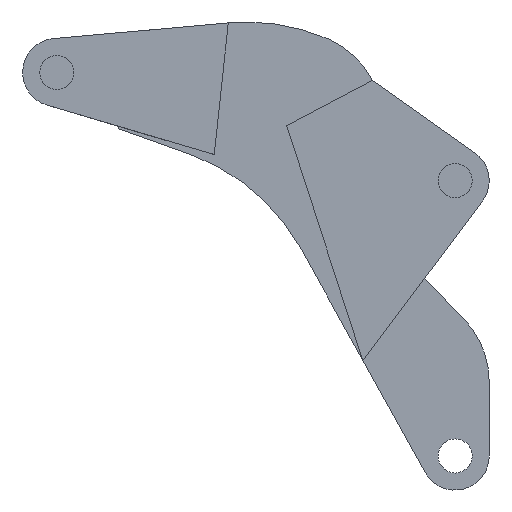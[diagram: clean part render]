
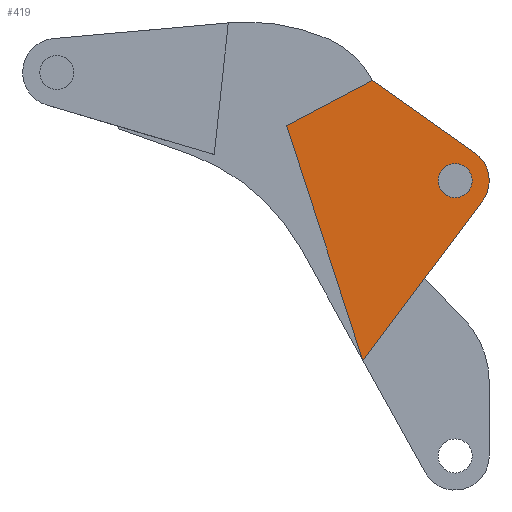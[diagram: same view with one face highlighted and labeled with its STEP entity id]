
A CAD part, left-side view. The second image highlights one B-rep face of the part: STEP entity #419.
In plain terms, the highlighted planar face has unit normal (-1, 0, 0).
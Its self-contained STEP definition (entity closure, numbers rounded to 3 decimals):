
#36 = EDGE_LOOP ( 'NONE', ( #1361, #498 ) ) ;
#41 = DIRECTION ( 'NONE',  ( 1., 0., 0. ) ) ;
#54 = VECTOR ( 'NONE', #874, 1000. ) ;
#149 = LINE ( 'NONE', #301, #1275 ) ;
#173 = EDGE_CURVE ( 'NONE', #190, #695, #1140, .T. ) ;
#187 = VERTEX_POINT ( 'NONE', #797 ) ;
#190 = VERTEX_POINT ( 'NONE', #1621 ) ;
#207 = AXIS2_PLACEMENT_3D ( 'NONE', #735, #41, #1368 ) ;
#231 = DIRECTION ( 'NONE',  ( 0., 0.601, -0.799 ) ) ;
#301 = CARTESIAN_POINT ( 'NONE',  ( -45., 987.471, 135.13 ) ) ;
#306 = AXIS2_PLACEMENT_3D ( 'NONE', #1701, #540, #821 ) ;
#329 = CARTESIAN_POINT ( 'NONE',  ( -45., 915., 47. ) ) ;
#339 = VERTEX_POINT ( 'NONE', #1829 ) ;
#377 = DIRECTION ( 'NONE',  ( -1., 0., 0. ) ) ;
#395 = CARTESIAN_POINT ( 'NONE',  ( -45., 897.654, 71.477 ) ) ;
#419 = ADVANCED_FACE ( 'NONE', ( #643, #1124 ), #1549, .T. ) ;
#459 = EDGE_CURVE ( 'NONE', #1465, #190, #1123, .T. ) ;
#470 = CARTESIAN_POINT ( 'NONE',  ( -45., 987.471, 135.13 ) ) ;
#498 = ORIENTED_EDGE ( 'NONE', *, *, #1375, .T. ) ;
#540 = DIRECTION ( 'NONE',  ( 1., 0., 0. ) ) ;
#566 = CIRCLE ( 'NONE', #1781, 15. ) ;
#595 = EDGE_CURVE ( 'NONE', #187, #339, #149, .T. ) ;
#643 = FACE_BOUND ( 'NONE', #36, .T. ) ;
#646 = ORIENTED_EDGE ( 'NONE', *, *, #459, .F. ) ;
#690 = VECTOR ( 'NONE', #231, 1000. ) ;
#695 = VERTEX_POINT ( 'NONE', #1374 ) ;
#701 = EDGE_CURVE ( 'NONE', #707, #967, #566, .T. ) ;
#705 = DIRECTION ( 'NONE',  ( 0., 0., -1. ) ) ;
#707 = VERTEX_POINT ( 'NONE', #901 ) ;
#725 = DIRECTION ( 'NONE',  ( 0., -0.884, 0.467 ) ) ;
#735 = CARTESIAN_POINT ( 'NONE',  ( -45., 915., 47. ) ) ;
#797 = CARTESIAN_POINT ( 'NONE',  ( -45., 1063.05, 95.165 ) ) ;
#818 = CARTESIAN_POINT ( 'NONE',  ( -45., 1063.05, 95.165 ) ) ;
#821 = DIRECTION ( 'NONE',  ( 0., 0., -1. ) ) ;
#840 = CARTESIAN_POINT ( 'NONE',  ( -45., 915., 32. ) ) ;
#874 = DIRECTION ( 'NONE',  ( 0., 0.309, 0.951 ) ) ;
#901 = CARTESIAN_POINT ( 'NONE',  ( -45., 915., 62. ) ) ;
#967 = VERTEX_POINT ( 'NONE', #840 ) ;
#991 = LINE ( 'NONE', #818, #54 ) ;
#1112 = ORIENTED_EDGE ( 'NONE', *, *, #1656, .F. ) ;
#1123 = CIRCLE ( 'NONE', #306, 30. ) ;
#1124 = FACE_OUTER_BOUND ( 'NONE', #1548, .T. ) ;
#1140 = LINE ( 'NONE', #1493, #690 ) ;
#1275 = VECTOR ( 'NONE', #725, 1000. ) ;
#1279 = CARTESIAN_POINT ( 'NONE',  ( -45., 915., 47. ) ) ;
#1361 = ORIENTED_EDGE ( 'NONE', *, *, #701, .T. ) ;
#1368 = DIRECTION ( 'NONE',  ( 0., 0., 1. ) ) ;
#1374 = CARTESIAN_POINT ( 'NONE',  ( -45., 996.11, -110.846 ) ) ;
#1375 = EDGE_CURVE ( 'NONE', #967, #707, #1685, .T. ) ;
#1456 = ORIENTED_EDGE ( 'NONE', *, *, #1527, .F. ) ;
#1465 = VERTEX_POINT ( 'NONE', #395 ) ;
#1482 = DIRECTION ( 'NONE',  ( 0., 0., 1. ) ) ;
#1493 = CARTESIAN_POINT ( 'NONE',  ( -45., 891.019, 28.975 ) ) ;
#1500 = DIRECTION ( 'NONE',  ( 1., 0., 0. ) ) ;
#1527 = EDGE_CURVE ( 'NONE', #339, #1465, #1773, .T. ) ;
#1548 = EDGE_LOOP ( 'NONE', ( #1881, #1112, #1614, #646, #1456 ) ) ;
#1549 = PLANE ( 'NONE',  #1793 ) ;
#1593 = VECTOR ( 'NONE', #1642, 1000. ) ;
#1614 = ORIENTED_EDGE ( 'NONE', *, *, #173, .F. ) ;
#1621 = CARTESIAN_POINT ( 'NONE',  ( -45., 891.019, 28.975 ) ) ;
#1642 = DIRECTION ( 'NONE',  ( 0., -0.816, -0.578 ) ) ;
#1656 = EDGE_CURVE ( 'NONE', #695, #187, #991, .T. ) ;
#1685 = CIRCLE ( 'NONE', #207, 15. ) ;
#1701 = CARTESIAN_POINT ( 'NONE',  ( -45., 915., 47. ) ) ;
#1773 = LINE ( 'NONE', #470, #1593 ) ;
#1781 = AXIS2_PLACEMENT_3D ( 'NONE', #329, #1500, #1482 ) ;
#1793 = AXIS2_PLACEMENT_3D ( 'NONE', #1279, #377, #705 ) ;
#1829 = CARTESIAN_POINT ( 'NONE',  ( -45., 987.471, 135.13 ) ) ;
#1881 = ORIENTED_EDGE ( 'NONE', *, *, #595, .F. ) ;
